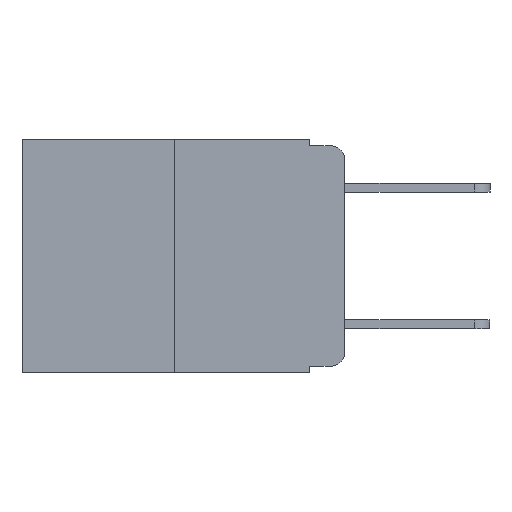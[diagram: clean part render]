
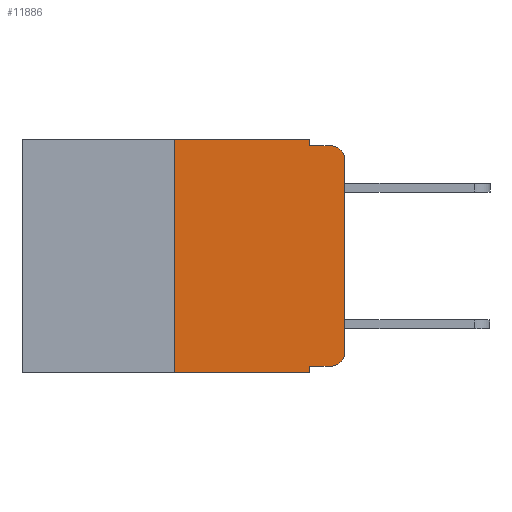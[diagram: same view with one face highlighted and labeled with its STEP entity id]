
A CAD part, left-side view. The second image highlights one B-rep face of the part: STEP entity #11886.
In plain terms, the highlighted planar face has unit normal (-1, 0, 0).
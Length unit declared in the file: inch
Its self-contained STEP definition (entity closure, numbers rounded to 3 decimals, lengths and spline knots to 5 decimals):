
#66 = VECTOR ( 'NONE', #16584, 39.37008 ) ;
#409 = CARTESIAN_POINT ( 'NONE',  ( 0., 0.02, -0.01 ) ) ;
#599 = CIRCLE ( 'NONE', #11339, 0.02 ) ;
#700 = ORIENTED_EDGE ( 'NONE', *, *, #3238, .F. ) ;
#1089 = LINE ( 'NONE', #6983, #5272 ) ;
#1108 = LINE ( 'NONE', #3414, #8766 ) ;
#1121 = VERTEX_POINT ( 'NONE', #409 ) ;
#2208 = FACE_OUTER_BOUND ( 'NONE', #15106, .T. ) ;
#2219 = EDGE_CURVE ( 'NONE', #10425, #5631, #4481, .T. ) ;
#2844 = EDGE_CURVE ( 'NONE', #16574, #10800, #1108, .T. ) ;
#3142 = EDGE_CURVE ( 'NONE', #16557, #12772, #11026, .T. ) ;
#3200 = EDGE_CURVE ( 'NONE', #12772, #1121, #9187, .T. ) ;
#3207 = EDGE_CURVE ( 'NONE', #9528, #1121, #16696, .T. ) ;
#3238 = EDGE_CURVE ( 'NONE', #5631, #9528, #1089, .T. ) ;
#3271 = EDGE_CURVE ( 'NONE', #16574, #10425, #15566, .T. ) ;
#3275 = EDGE_CURVE ( 'NONE', #10969, #10800, #12104, .T. ) ;
#3276 = EDGE_CURVE ( 'NONE', #10969, #7647, #4322, .T. ) ;
#3299 = EDGE_CURVE ( 'NONE', #7647, #16557, #599, .T. ) ;
#3414 = CARTESIAN_POINT ( 'NONE',  ( 0., 0.473, -0.343 ) ) ;
#3694 = DIRECTION ( 'NONE',  ( 1., 0., 0. ) ) ;
#4322 = LINE ( 'NONE', #10007, #11679 ) ;
#4481 = LINE ( 'NONE', #13360, #14136 ) ;
#4745 = CARTESIAN_POINT ( 'NONE',  ( 0., 0.051, -0.343 ) ) ;
#5117 = ORIENTED_EDGE ( 'NONE', *, *, #3200, .T. ) ;
#5149 = CARTESIAN_POINT ( 'NONE',  ( 0., 0.051, -0.01 ) ) ;
#5272 = VECTOR ( 'NONE', #8484, 39.37008 ) ;
#5425 = CARTESIAN_POINT ( 'NONE',  ( 0., 0.051, -0.01 ) ) ;
#5631 = VERTEX_POINT ( 'NONE', #16641 ) ;
#6080 = ORIENTED_EDGE ( 'NONE', *, *, #2844, .T. ) ;
#6185 = DIRECTION ( 'NONE',  ( 0., -1., 0. ) ) ;
#6682 = CARTESIAN_POINT ( 'NONE',  ( 0., 0.051, -0.333 ) ) ;
#6983 = CARTESIAN_POINT ( 'NONE',  ( 0., 0.051, 0. ) ) ;
#7050 = DIRECTION ( 'NONE',  ( 0., 0., 1. ) ) ;
#7117 = DIRECTION ( 'NONE',  ( -1., 0., 0. ) ) ;
#7647 = VERTEX_POINT ( 'NONE', #12323 ) ;
#8287 = CARTESIAN_POINT ( 'NONE',  ( 0., 0., 0. ) ) ;
#8419 = DIRECTION ( 'NONE',  ( -1., 0., 0. ) ) ;
#8484 = DIRECTION ( 'NONE',  ( 0., 0., -1. ) ) ;
#8766 = VECTOR ( 'NONE', #9406, 39.37008 ) ;
#9187 = CIRCLE ( 'NONE', #9386, 0.02 ) ;
#9386 = AXIS2_PLACEMENT_3D ( 'NONE', #16486, #8419, #17613 ) ;
#9406 = DIRECTION ( 'NONE',  ( 0., -1., 0. ) ) ;
#9528 = VERTEX_POINT ( 'NONE', #5149 ) ;
#9634 = CARTESIAN_POINT ( 'NONE',  ( 0., 0.25, 0. ) ) ;
#9701 = ORIENTED_EDGE ( 'NONE', *, *, #3276, .T. ) ;
#9755 = DIRECTION ( 'NONE',  ( 0., 0., 1. ) ) ;
#10007 = CARTESIAN_POINT ( 'NONE',  ( 0., 0.051, -0.333 ) ) ;
#10351 = CARTESIAN_POINT ( 'NONE',  ( 0., 0., -0.03 ) ) ;
#10425 = VERTEX_POINT ( 'NONE', #9634 ) ;
#10630 = AXIS2_PLACEMENT_3D ( 'NONE', #12459, #3694, #13799 ) ;
#10800 = VERTEX_POINT ( 'NONE', #4745 ) ;
#10969 = VERTEX_POINT ( 'NONE', #6682 ) ;
#11026 = LINE ( 'NONE', #8287, #13788 ) ;
#11076 = PLANE ( 'NONE',  #10630 ) ;
#11327 = ORIENTED_EDGE ( 'NONE', *, *, #3299, .T. ) ;
#11339 = AXIS2_PLACEMENT_3D ( 'NONE', #15416, #7117, #16638 ) ;
#11464 = DIRECTION ( 'NONE',  ( 0., -1., 0. ) ) ;
#11679 = VECTOR ( 'NONE', #11464, 39.37008 ) ;
#11886 = ADVANCED_FACE ( 'NONE', ( #2208 ), #11076, .F. ) ;
#12033 = ORIENTED_EDGE ( 'NONE', *, *, #3142, .T. ) ;
#12104 = LINE ( 'NONE', #12774, #66 ) ;
#12323 = CARTESIAN_POINT ( 'NONE',  ( 0., 0.02, -0.333 ) ) ;
#12459 = CARTESIAN_POINT ( 'NONE',  ( 0., 0.473, 0. ) ) ;
#12714 = DIRECTION ( 'NONE',  ( 0., -1., 0. ) ) ;
#12772 = VERTEX_POINT ( 'NONE', #10351 ) ;
#12774 = CARTESIAN_POINT ( 'NONE',  ( 0., 0.051, 0. ) ) ;
#13360 = CARTESIAN_POINT ( 'NONE',  ( 0., 0.473, 0. ) ) ;
#13389 = VECTOR ( 'NONE', #7050, 39.37008 ) ;
#13788 = VECTOR ( 'NONE', #9755, 39.37008 ) ;
#13799 = DIRECTION ( 'NONE',  ( 0., 0., -1. ) ) ;
#14136 = VECTOR ( 'NONE', #6185, 39.37008 ) ;
#15106 = EDGE_LOOP ( 'NONE', ( #12033, #5117, #17854, #700, #15266, #15506, #6080, #15793, #9701, #11327 ) ) ;
#15266 = ORIENTED_EDGE ( 'NONE', *, *, #2219, .F. ) ;
#15362 = CARTESIAN_POINT ( 'NONE',  ( 0., 0.25, 0. ) ) ;
#15416 = CARTESIAN_POINT ( 'NONE',  ( 0., 0.02, -0.313 ) ) ;
#15506 = ORIENTED_EDGE ( 'NONE', *, *, #3271, .F. ) ;
#15566 = LINE ( 'NONE', #15362, #13389 ) ;
#15793 = ORIENTED_EDGE ( 'NONE', *, *, #3275, .F. ) ;
#15846 = CARTESIAN_POINT ( 'NONE',  ( 0., 0.25, -0.343 ) ) ;
#15937 = VECTOR ( 'NONE', #12714, 39.37008 ) ;
#16486 = CARTESIAN_POINT ( 'NONE',  ( 0., 0.02, -0.03 ) ) ;
#16557 = VERTEX_POINT ( 'NONE', #17032 ) ;
#16574 = VERTEX_POINT ( 'NONE', #15846 ) ;
#16584 = DIRECTION ( 'NONE',  ( 0., 0., -1. ) ) ;
#16638 = DIRECTION ( 'NONE',  ( 0., 0., -1. ) ) ;
#16641 = CARTESIAN_POINT ( 'NONE',  ( 0., 0.051, 0. ) ) ;
#16696 = LINE ( 'NONE', #5425, #15937 ) ;
#17032 = CARTESIAN_POINT ( 'NONE',  ( 0., 0., -0.313 ) ) ;
#17613 = DIRECTION ( 'NONE',  ( 0., 0., -1. ) ) ;
#17854 = ORIENTED_EDGE ( 'NONE', *, *, #3207, .F. ) ;
